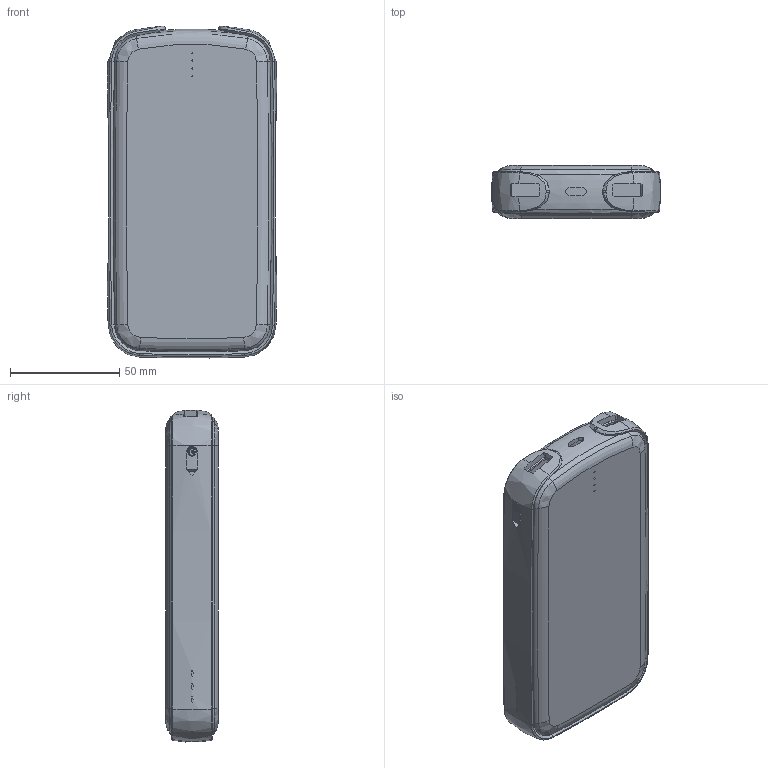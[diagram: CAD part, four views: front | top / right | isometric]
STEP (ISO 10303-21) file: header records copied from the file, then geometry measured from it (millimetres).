
FILE_DESCRIPTION(/* description */ (''),/* implementation_level */ '2;1');
FILE_NAME(/* name */ 'V75 Case Simplified v2.stp',/* time_stamp */ '2020-01-14T10:52:40-05:00',/* author */ ('Michael'),/* organization */ (''),/* preprocessor_version */ 'ST-DEVELOPER v18',/* originating_system */ 'Autodesk Inventor 2020',/* authorisation */ '');
FILE_SCHEMA (('AUTOMOTIVE_DESIGN { 1 0 10303 214 3 1 1 }'));
Products named in the file (1): V75 Case Simplified v2
Bounding box: 77.48 x 24 x 151.62 mm (x, y, z)
Volume: 227332.5 mm3; surface area: 102473.6 mm2
Topology: 2 solids, 2 shells, 1990 faces, 5538 edges, 3593 vertices
Faces by surface type: plane 1202, torus 292, cylinder 232, bspline 201, cone 63
Full cylindrical faces by diameter (mm): 0.8 x8, 1.4 x2, 1.5 x3, 1.6 x9, 1.8 x8
Entity records: 95020 total; most frequent: CARTESIAN_POINT 42787, ORIENTED_EDGE 11052, DIRECTION 10018, EDGE_CURVE 5526, AXIS2_PLACEMENT_3D 3609, VERTEX_POINT 3593, LINE 2800, VECTOR 2800
